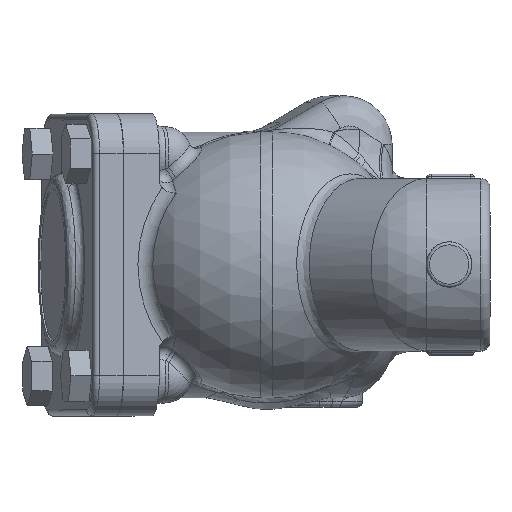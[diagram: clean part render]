
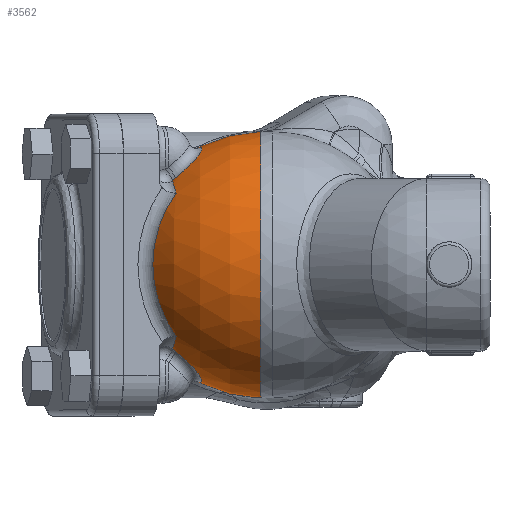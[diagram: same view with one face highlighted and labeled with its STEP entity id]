
A CAD part, top view. The second image highlights one B-rep face of the part: STEP entity #3562.
In plain terms, the highlighted spherical face has radius 44 mm.
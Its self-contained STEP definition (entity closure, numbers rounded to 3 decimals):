
#65=SPHERICAL_SURFACE('',#3959,44.);
#173=B_SPLINE_CURVE_WITH_KNOTS('',3,(#8017,#8018,#8019,#8020),
 .UNSPECIFIED.,.F.,.F.,(4,4),(-1.022,-0.878),
 .UNSPECIFIED.);
#180=B_SPLINE_CURVE_WITH_KNOTS('',3,(#8208,#8209,#8210,#8211),
 .UNSPECIFIED.,.F.,.F.,(4,4),(-0.144,0.),.UNSPECIFIED.);
#183=B_SPLINE_CURVE_WITH_KNOTS('',3,(#8309,#8310,#8311,#8312),
 .UNSPECIFIED.,.F.,.F.,(4,4),(-20.045,-18.985),
 .UNSPECIFIED.);
#184=B_SPLINE_CURVE_WITH_KNOTS('',3,(#8330,#8331,#8332,#8333),
 .UNSPECIFIED.,.F.,.F.,(4,4),(-8.324,-7.175),
 .UNSPECIFIED.);
#185=B_SPLINE_CURVE_WITH_KNOTS('',3,(#8337,#8338,#8339,#8340,#8341,#8342,
#8343),.UNSPECIFIED.,.F.,.F.,(4,1,1,1,4),(-7.717,-7.375,
-7.032,-6.347,-5.32),.UNSPECIFIED.);
#186=B_SPLINE_CURVE_WITH_KNOTS('',3,(#8346,#8347,#8348,#8349,#8350,#8351),
 .UNSPECIFIED.,.F.,.F.,(4,1,1,4),(-2.11,-0.904,-0.301,
0.),.UNSPECIFIED.);
#546=FACE_OUTER_BOUND('',#792,.T.);
#792=EDGE_LOOP('',(#3057,#3058,#3059,#3060,#3061,#3062,#3063,#3064,#3065,
#3066,#3067,#3068));
#1311=CIRCLE('',#3917,39.658);
#1313=CIRCLE('',#3921,30.379);
#1317=CIRCLE('',#3926,10.628);
#1332=CIRCLE('',#3947,10.628);
#1337=CIRCLE('',#3954,30.379);
#1341=CIRCLE('',#3960,44.);
#1639=VERTEX_POINT('',#7928);
#1642=VERTEX_POINT('',#7944);
#1645=VERTEX_POINT('',#7981);
#1648=VERTEX_POINT('',#8015);
#1650=VERTEX_POINT('',#8023);
#1659=VERTEX_POINT('',#8169);
#1661=VERTEX_POINT('',#8177);
#1663=VERTEX_POINT('',#8206);
#1665=VERTEX_POINT('',#8241);
#1666=VERTEX_POINT('',#8329);
#1667=VERTEX_POINT('',#8336);
#1668=VERTEX_POINT('',#8344);
#2099=EDGE_CURVE('',#1642,#1639,#1311,.T.);
#2106=EDGE_CURVE('',#1645,#1642,#1313,.T.);
#2110=EDGE_CURVE('',#1648,#1645,#173,.T.);
#2112=EDGE_CURVE('',#1650,#1648,#1317,.T.);
#2135=EDGE_CURVE('',#1661,#1659,#1332,.T.);
#2138=EDGE_CURVE('',#1663,#1661,#180,.T.);
#2142=EDGE_CURVE('',#1639,#1663,#1337,.T.);
#2146=EDGE_CURVE('',#1665,#1650,#183,.T.);
#2147=EDGE_CURVE('',#1659,#1666,#184,.T.);
#2149=EDGE_CURVE('',#1667,#1665,#185,.T.);
#2150=EDGE_CURVE('',#1667,#1668,#1341,.T.);
#2151=EDGE_CURVE('',#1666,#1668,#186,.T.);
#3057=ORIENTED_EDGE('',*,*,#2106,.F.);
#3058=ORIENTED_EDGE('',*,*,#2110,.F.);
#3059=ORIENTED_EDGE('',*,*,#2112,.F.);
#3060=ORIENTED_EDGE('',*,*,#2146,.F.);
#3061=ORIENTED_EDGE('',*,*,#2149,.F.);
#3062=ORIENTED_EDGE('',*,*,#2150,.T.);
#3063=ORIENTED_EDGE('',*,*,#2151,.F.);
#3064=ORIENTED_EDGE('',*,*,#2147,.F.);
#3065=ORIENTED_EDGE('',*,*,#2135,.F.);
#3066=ORIENTED_EDGE('',*,*,#2138,.F.);
#3067=ORIENTED_EDGE('',*,*,#2142,.F.);
#3068=ORIENTED_EDGE('',*,*,#2099,.F.);
#3562=ADVANCED_FACE('',(#546),#65,.T.);
#3917=AXIS2_PLACEMENT_3D('',#7957,#4706,#4707);
#3921=AXIS2_PLACEMENT_3D('',#7983,#4717,#4718);
#3926=AXIS2_PLACEMENT_3D('',#8025,#4727,#4728);
#3947=AXIS2_PLACEMENT_3D('',#8179,#4771,#4772);
#3954=AXIS2_PLACEMENT_3D('',#8220,#4785,#4786);
#3959=AXIS2_PLACEMENT_3D('',#8335,#4795,#4796);
#3960=AXIS2_PLACEMENT_3D('',#8345,#4797,#4798);
#4706=DIRECTION('center_axis',(-0.174,0.,-0.985));
#4707=DIRECTION('ref_axis',(-0.985,0.,0.174));
#4717=DIRECTION('center_axis',(-0.985,0.,0.174));
#4718=DIRECTION('ref_axis',(0.088,-0.861,0.5));
#4727=DIRECTION('center_axis',(-0.646,-0.743,0.175));
#4728=DIRECTION('ref_axis',(0.685,-0.463,0.562));
#4771=DIRECTION('center_axis',(-0.646,0.743,0.175));
#4772=DIRECTION('ref_axis',(0.685,0.463,0.562));
#4785=DIRECTION('center_axis',(-0.985,0.,0.174));
#4786=DIRECTION('ref_axis',(0.088,0.861,0.5));
#4795=DIRECTION('center_axis',(1.,0.,0.));
#4796=DIRECTION('ref_axis',(0.,0.005,1.));
#4797=DIRECTION('center_axis',(-1.,0.,0.));
#4798=DIRECTION('ref_axis',(0.,0.,1.));
#7928=CARTESIAN_POINT('',(26.084,23.656,49.05));
#7944=CARTESIAN_POINT('',(26.084,-23.656,49.05));
#7957=CARTESIAN_POINT('Origin',(57.43,0.,43.523));
#7981=CARTESIAN_POINT('',(24.852,-27.923,42.065));
#7983=CARTESIAN_POINT('Origin',(22.774,0.,30.281));
#8015=CARTESIAN_POINT('',(25.865,-28.733,42.418));
#8017=CARTESIAN_POINT('Ctrl Pts',(25.865,-28.733,42.418));
#8018=CARTESIAN_POINT('Ctrl Pts',(25.524,-28.461,42.316));
#8019=CARTESIAN_POINT('Ctrl Pts',(25.186,-28.19,42.198));
#8020=CARTESIAN_POINT('Ctrl Pts',(24.852,-27.923,42.065));
#8023=CARTESIAN_POINT('',(29.583,-36.491,23.247));
#8025=CARTESIAN_POINT('Origin',(26.535,-31.718,32.24));
#8169=CARTESIAN_POINT('',(29.583,36.491,23.247));
#8177=CARTESIAN_POINT('',(25.865,28.733,42.418));
#8179=CARTESIAN_POINT('Origin',(26.535,31.718,32.24));
#8206=CARTESIAN_POINT('',(24.852,27.923,42.065));
#8208=CARTESIAN_POINT('Ctrl Pts',(24.852,27.923,42.065));
#8209=CARTESIAN_POINT('Ctrl Pts',(25.186,28.19,42.198));
#8210=CARTESIAN_POINT('Ctrl Pts',(25.524,28.461,42.316));
#8211=CARTESIAN_POINT('Ctrl Pts',(25.865,28.733,42.418));
#8220=CARTESIAN_POINT('Origin',(22.774,0.,30.281));
#8241=CARTESIAN_POINT('',(36.128,-39.401,17.017));
#8309=CARTESIAN_POINT('Ctrl Pts',(36.128,-39.401,17.017));
#8310=CARTESIAN_POINT('Ctrl Pts',(33.708,-38.672,18.933));
#8311=CARTESIAN_POINT('Ctrl Pts',(31.532,-37.712,21.063));
#8312=CARTESIAN_POINT('Ctrl Pts',(29.583,-36.491,23.247));
#8329=CARTESIAN_POINT('',(36.749,39.581,16.534));
#8330=CARTESIAN_POINT('Ctrl Pts',(29.583,36.491,23.247));
#8331=CARTESIAN_POINT('Ctrl Pts',(31.697,37.815,20.878));
#8332=CARTESIAN_POINT('Ctrl Pts',(34.079,38.832,18.571));
#8333=CARTESIAN_POINT('Ctrl Pts',(36.749,39.581,16.534));
#8335=CARTESIAN_POINT('Origin',(54.121,0.,24.753));
#8336=CARTESIAN_POINT('',(54.121,-43.915,22.019));
#8337=CARTESIAN_POINT('Ctrl Pts',(54.121,-43.915,22.019));
#8338=CARTESIAN_POINT('Ctrl Pts',(53.408,-43.878,21.421));
#8339=CARTESIAN_POINT('Ctrl Pts',(51.783,-43.761,20.494));
#8340=CARTESIAN_POINT('Ctrl Pts',(48.318,-43.329,19.188));
#8341=CARTESIAN_POINT('Ctrl Pts',(42.98,-42.211,17.921));
#8342=CARTESIAN_POINT('Ctrl Pts',(38.631,-40.601,17.308));
#8343=CARTESIAN_POINT('Ctrl Pts',(36.128,-39.401,17.017));
#8344=CARTESIAN_POINT('',(54.121,43.897,21.739));
#8345=CARTESIAN_POINT('Origin',(54.121,0.,24.753));
#8346=CARTESIAN_POINT('Ctrl Pts',(36.749,39.581,16.534));
#8347=CARTESIAN_POINT('Ctrl Pts',(39.994,41.096,16.971));
#8348=CARTESIAN_POINT('Ctrl Pts',(45.119,42.776,17.814));
#8349=CARTESIAN_POINT('Ctrl Pts',(51.088,43.678,19.777));
#8350=CARTESIAN_POINT('Ctrl Pts',(53.43,43.857,21.16));
#8351=CARTESIAN_POINT('Ctrl Pts',(54.121,43.897,21.739));
